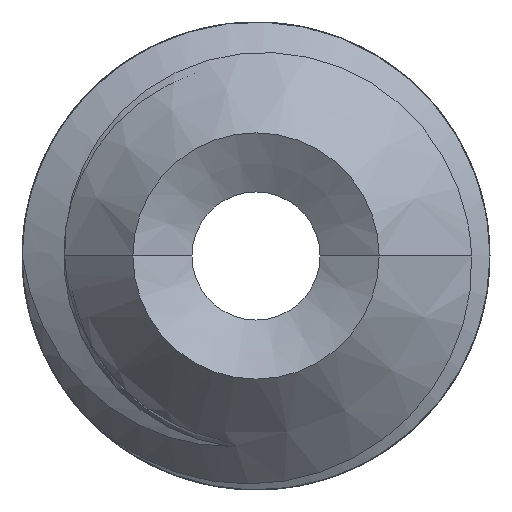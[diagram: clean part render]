
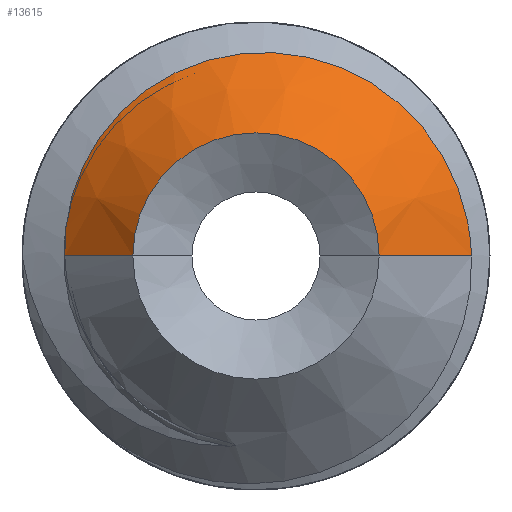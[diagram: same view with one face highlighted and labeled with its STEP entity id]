
A CAD part, left-side view. The second image highlights one B-rep face of the part: STEP entity #13615.
In plain terms, the highlighted conical face has half-angle 45 degrees and reference radius 1.746 mm.
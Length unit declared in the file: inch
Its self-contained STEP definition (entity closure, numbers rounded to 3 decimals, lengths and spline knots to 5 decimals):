
#4871=CARTESIAN_POINT('',(0.02809,0.07722,0.0116));
#4872=CARTESIAN_POINT('',(0.02831,0.07661,
0.01722));
#4873=CARTESIAN_POINT('',(0.02877,0.07415,
0.02832));
#4874=CARTESIAN_POINT('',(0.02944,0.06702,
0.04376));
#4875=CARTESIAN_POINT('',(0.03011,0.0568,
0.05736));
#4876=CARTESIAN_POINT('',(0.03079,0.0435,
0.06885));
#4877=CARTESIAN_POINT('',(0.03149,0.02763,
0.07737));
#4878=CARTESIAN_POINT('',(0.03218,0.01022,
0.08217));
#4879=CARTESIAN_POINT('',(0.03284,-0.00714,
0.08315));
#4880=CARTESIAN_POINT('',(0.03352,-0.02488,
0.08041));
#4881=CARTESIAN_POINT('',(0.0342,-0.04199,
0.07375));
#4882=CARTESIAN_POINT('',(0.03488,-0.05714,
0.06361));
#4883=CARTESIAN_POINT('',(0.03554,-0.06964,
0.05075));
#4884=CARTESIAN_POINT('',(0.03621,-0.07938,
0.03523));
#4885=CARTESIAN_POINT('',(0.03686,-0.08558,
0.01818));
#4886=CARTESIAN_POINT('',(0.0373,-0.0873,
0.00608));
#4887=CARTESIAN_POINT('',(0.03752,-0.08752,0.));
#6382=CARTESIAN_POINT('',(0.02764,0.07764,0.));
#6383=CARTESIAN_POINT('',(0.02771,0.07771,
0.00192));
#6384=CARTESIAN_POINT('',(0.02785,0.07771,
0.00578));
#6385=CARTESIAN_POINT('',(0.02801,0.07743,
0.00966));
#6386=CARTESIAN_POINT('',(0.02809,0.07722,0.0116));
#6388=DIRECTION('',(0.707,0.707,0.));
#6389=VECTOR('',#6388,0.03909);
#6390=CARTESIAN_POINT('',(0.,0.05,0.));
#6391=LINE('',#6390,#6389);
#6392=DIRECTION('',(0.707,-0.707,0.));
#6393=VECTOR('',#6392,0.05306);
#6394=CARTESIAN_POINT('',(0.,-0.05,0.));
#6395=LINE('',#6394,#6393);
#6396=CARTESIAN_POINT('',(0.,0.,0.));
#6397=DIRECTION('',(1.,0.,0.));
#6398=DIRECTION('',(0.,1.,0.));
#6399=AXIS2_PLACEMENT_3D('',#6396,#6397,#6398);
#6787=CARTESIAN_POINT('',(0.,0.05,0.));
#6788=CARTESIAN_POINT('',(0.02764,0.07764,0.));
#6789=VERTEX_POINT('',#6787);
#6790=VERTEX_POINT('',#6788);
#6791=CARTESIAN_POINT('',(0.,-0.05,0.));
#6792=CARTESIAN_POINT('',(0.03752,-0.08752,0.));
#6793=VERTEX_POINT('',#6791);
#6794=VERTEX_POINT('',#6792);
#6878=VERTEX_POINT('',#4871);
#13602=CARTESIAN_POINT('',(0.01876,0.,0.));
#13603=DIRECTION('',(1.,0.,0.));
#13604=DIRECTION('',(0.,-1.,0.));
#13605=AXIS2_PLACEMENT_3D('',#13602,#13603,#13604);
#13606=CONICAL_SURFACE('',#13605,0.06876,45.);
#13607=ORIENTED_EDGE('',*,*,#9996,.T.);
#13608=ORIENTED_EDGE('',*,*,#13597,.T.);
#13609=ORIENTED_EDGE('',*,*,#9974,.T.);
#13610=ORIENTED_EDGE('',*,*,#10000,.F.);
#13612=ORIENTED_EDGE('',*,*,#13611,.F.);
#13613=EDGE_LOOP('',(#13607,#13608,#13609,#13610,#13612));
#13614=FACE_OUTER_BOUND('',#13613,.F.);
#4888=B_SPLINE_CURVE_WITH_KNOTS('',3,(#4871,#4872,#4873,#4874,#4875,#4876,#4877,
#4878,#4879,#4880,#4881,#4882,#4883,#4884,#4885,#4886,#4887),.UNSPECIFIED.,.F.,
.F.,(4,1,1,1,1,1,1,1,1,1,1,1,1,1,4),(0.,0.07143,0.14286,
0.21429,0.28571,0.35714,0.42857,0.5,
0.57143,0.64286,0.71429,0.78571,
0.85714,0.92857,1.),.UNSPECIFIED.);
#6387=B_SPLINE_CURVE_WITH_KNOTS('',3,(#6382,#6383,#6384,#6385,#6386),
.UNSPECIFIED.,.F.,.F.,(4,1,4),(0.,0.5,1.),.UNSPECIFIED.);
#6400=CIRCLE('',#6399,0.05);
#9974=EDGE_CURVE('',#6878,#6794,#4888,.T.);
#9996=EDGE_CURVE('',#6789,#6790,#6391,.T.);
#10000=EDGE_CURVE('',#6793,#6794,#6395,.T.);
#13597=EDGE_CURVE('',#6790,#6878,#6387,.T.);
#13611=EDGE_CURVE('',#6789,#6793,#6400,.T.);
#13615=ADVANCED_FACE('',(#13614),#13606,.T.);
